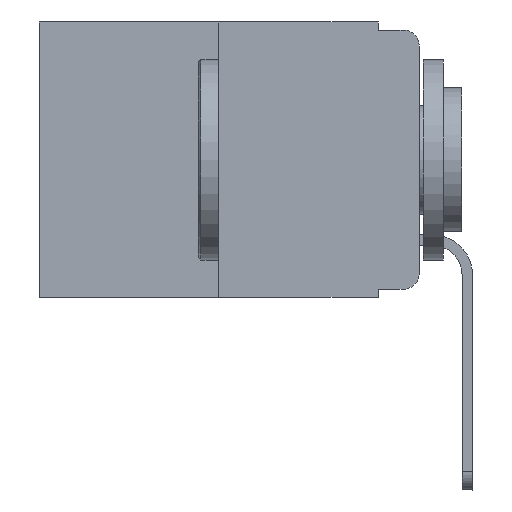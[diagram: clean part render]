
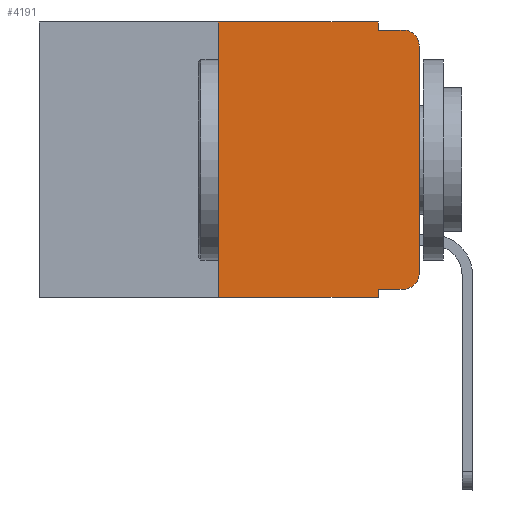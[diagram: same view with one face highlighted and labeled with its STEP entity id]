
A CAD part, left-side view. The second image highlights one B-rep face of the part: STEP entity #4191.
In plain terms, the highlighted planar face has unit normal (-1, 0, 0).
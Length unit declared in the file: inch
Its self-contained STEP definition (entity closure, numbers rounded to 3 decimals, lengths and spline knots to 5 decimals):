
#7 = CIRCLE ( 'NONE', #18698, 0.02 ) ;
#22 = DIRECTION ( 'NONE',  ( -1., 0., 0. ) ) ;
#35 = DIRECTION ( 'NONE',  ( 0., -1., 0. ) ) ;
#442 = VERTEX_POINT ( 'NONE', #11273 ) ;
#460 = CARTESIAN_POINT ( 'NONE',  ( 0., 0.473, -0.343 ) ) ;
#484 = CARTESIAN_POINT ( 'NONE',  ( 0., 0., -0.313 ) ) ;
#668 = LINE ( 'NONE', #17526, #2885 ) ;
#772 = EDGE_CURVE ( 'NONE', #3481, #7447, #9014, .T. ) ;
#1268 = LINE ( 'NONE', #15248, #9559 ) ;
#1297 = CARTESIAN_POINT ( 'NONE',  ( 0., 0.02, -0.333 ) ) ;
#1575 = ORIENTED_EDGE ( 'NONE', *, *, #9977, .T. ) ;
#1716 = ORIENTED_EDGE ( 'NONE', *, *, #19393, .F. ) ;
#2185 = VERTEX_POINT ( 'NONE', #13740 ) ;
#2258 = VERTEX_POINT ( 'NONE', #11357 ) ;
#2660 = CARTESIAN_POINT ( 'NONE',  ( 0., 0.051, -0.01 ) ) ;
#2792 = DIRECTION ( 'NONE',  ( 0., 0., -1. ) ) ;
#2885 = VECTOR ( 'NONE', #8579, 39.37008 ) ;
#3368 = VERTEX_POINT ( 'NONE', #17339 ) ;
#3481 = VERTEX_POINT ( 'NONE', #9930 ) ;
#4184 = ORIENTED_EDGE ( 'NONE', *, *, #12079, .F. ) ;
#4191 = ADVANCED_FACE ( 'NONE', ( #16799 ), #15341, .F. ) ;
#4312 = AXIS2_PLACEMENT_3D ( 'NONE', #17019, #13412, #9001 ) ;
#4353 = ORIENTED_EDGE ( 'NONE', *, *, #20144, .T. ) ;
#4499 = DIRECTION ( 'NONE',  ( 0., -1., 0. ) ) ;
#5928 = DIRECTION ( 'NONE',  ( 0., 0., -1. ) ) ;
#6193 = ORIENTED_EDGE ( 'NONE', *, *, #13646, .F. ) ;
#6211 = CARTESIAN_POINT ( 'NONE',  ( 0., 0., 0. ) ) ;
#6519 = DIRECTION ( 'NONE',  ( 0., -1., 0. ) ) ;
#6564 = ORIENTED_EDGE ( 'NONE', *, *, #19962, .T. ) ;
#6922 = VECTOR ( 'NONE', #4499, 39.37008 ) ;
#7447 = VERTEX_POINT ( 'NONE', #9728 ) ;
#7526 = CARTESIAN_POINT ( 'NONE',  ( 0., 0.473, 0. ) ) ;
#7909 = VECTOR ( 'NONE', #11489, 39.37008 ) ;
#8021 = CARTESIAN_POINT ( 'NONE',  ( 0., 0.02, -0.03 ) ) ;
#8579 = DIRECTION ( 'NONE',  ( 0., -1., 0. ) ) ;
#8725 = CARTESIAN_POINT ( 'NONE',  ( 0., 0.051, -0.01 ) ) ;
#8973 = VERTEX_POINT ( 'NONE', #8725 ) ;
#9001 = DIRECTION ( 'NONE',  ( 0., 0., -1. ) ) ;
#9014 = LINE ( 'NONE', #10758, #13139 ) ;
#9038 = CARTESIAN_POINT ( 'NONE',  ( 0., 0.25, -0.343 ) ) ;
#9282 = LINE ( 'NONE', #12153, #11176 ) ;
#9381 = DIRECTION ( 'NONE',  ( 0., 0., 1. ) ) ;
#9559 = VECTOR ( 'NONE', #35, 39.37008 ) ;
#9728 = CARTESIAN_POINT ( 'NONE',  ( 0., 0.051, -0.343 ) ) ;
#9930 = CARTESIAN_POINT ( 'NONE',  ( 0., 0.051, -0.333 ) ) ;
#9977 = EDGE_CURVE ( 'NONE', #3481, #12584, #1268, .T. ) ;
#10007 = EDGE_CURVE ( 'NONE', #12053, #2185, #9282, .T. ) ;
#10474 = LINE ( 'NONE', #2660, #6922 ) ;
#10758 = CARTESIAN_POINT ( 'NONE',  ( 0., 0.051, 0. ) ) ;
#10932 = EDGE_CURVE ( 'NONE', #12053, #7447, #14638, .T. ) ;
#11176 = VECTOR ( 'NONE', #9381, 39.37008 ) ;
#11273 = CARTESIAN_POINT ( 'NONE',  ( 0., 0.02, -0.01 ) ) ;
#11357 = CARTESIAN_POINT ( 'NONE',  ( 0., 0., -0.03 ) ) ;
#11489 = DIRECTION ( 'NONE',  ( 0., 0., -1. ) ) ;
#11528 = CIRCLE ( 'NONE', #4312, 0.02 ) ;
#11828 = ORIENTED_EDGE ( 'NONE', *, *, #10932, .T. ) ;
#11979 = AXIS2_PLACEMENT_3D ( 'NONE', #7526, #18316, #2792 ) ;
#12053 = VERTEX_POINT ( 'NONE', #9038 ) ;
#12079 = EDGE_CURVE ( 'NONE', #8973, #442, #10474, .T. ) ;
#12153 = CARTESIAN_POINT ( 'NONE',  ( 0., 0.25, 0. ) ) ;
#12352 = VERTEX_POINT ( 'NONE', #484 ) ;
#12584 = VERTEX_POINT ( 'NONE', #1297 ) ;
#13057 = DIRECTION ( 'NONE',  ( 0., 0., 1. ) ) ;
#13139 = VECTOR ( 'NONE', #5928, 39.37008 ) ;
#13412 = DIRECTION ( 'NONE',  ( -1., 0., 0. ) ) ;
#13466 = VECTOR ( 'NONE', #6519, 39.37008 ) ;
#13646 = EDGE_CURVE ( 'NONE', #2185, #3368, #668, .T. ) ;
#13740 = CARTESIAN_POINT ( 'NONE',  ( 0., 0.25, 0. ) ) ;
#14027 = LINE ( 'NONE', #6211, #19733 ) ;
#14638 = LINE ( 'NONE', #460, #13466 ) ;
#15248 = CARTESIAN_POINT ( 'NONE',  ( 0., 0.051, -0.333 ) ) ;
#15341 = PLANE ( 'NONE',  #11979 ) ;
#16338 = ORIENTED_EDGE ( 'NONE', *, *, #772, .F. ) ;
#16381 = EDGE_LOOP ( 'NONE', ( #4353, #18227, #4184, #1716, #6193, #19869, #11828, #16338, #1575, #6564 ) ) ;
#16799 = FACE_OUTER_BOUND ( 'NONE', #16381, .T. ) ;
#17019 = CARTESIAN_POINT ( 'NONE',  ( 0., 0.02, -0.313 ) ) ;
#17339 = CARTESIAN_POINT ( 'NONE',  ( 0., 0.051, 0. ) ) ;
#17383 = DIRECTION ( 'NONE',  ( 0., 0., -1. ) ) ;
#17526 = CARTESIAN_POINT ( 'NONE',  ( 0., 0.473, 0. ) ) ;
#17769 = CARTESIAN_POINT ( 'NONE',  ( 0., 0.051, 0. ) ) ;
#17863 = LINE ( 'NONE', #17769, #7909 ) ;
#18227 = ORIENTED_EDGE ( 'NONE', *, *, #18826, .T. ) ;
#18316 = DIRECTION ( 'NONE',  ( 1., 0., 0. ) ) ;
#18698 = AXIS2_PLACEMENT_3D ( 'NONE', #8021, #22, #17383 ) ;
#18826 = EDGE_CURVE ( 'NONE', #2258, #442, #7, .T. ) ;
#19393 = EDGE_CURVE ( 'NONE', #3368, #8973, #17863, .T. ) ;
#19733 = VECTOR ( 'NONE', #13057, 39.37008 ) ;
#19869 = ORIENTED_EDGE ( 'NONE', *, *, #10007, .F. ) ;
#19962 = EDGE_CURVE ( 'NONE', #12584, #12352, #11528, .T. ) ;
#20144 = EDGE_CURVE ( 'NONE', #12352, #2258, #14027, .T. ) ;
